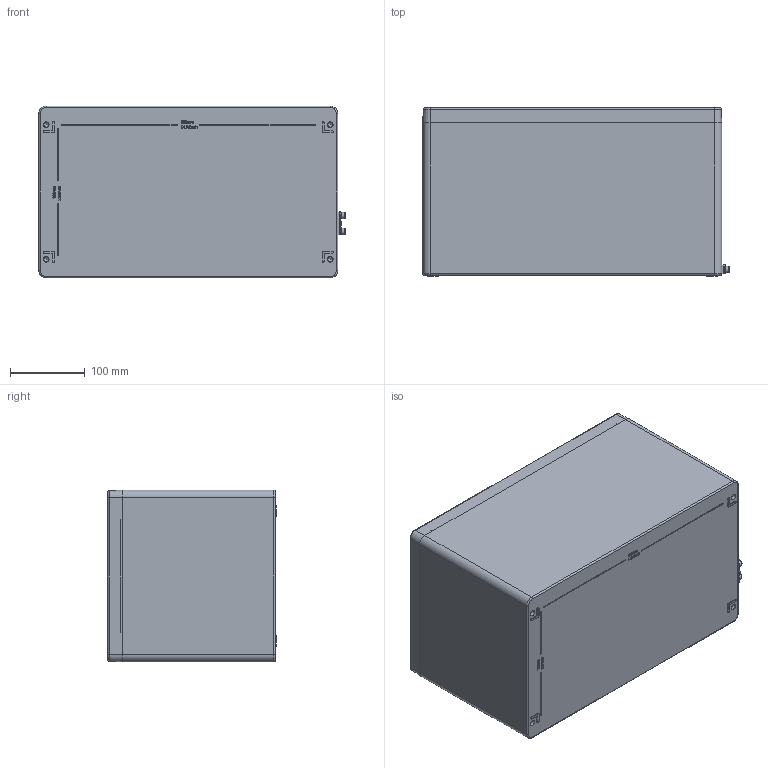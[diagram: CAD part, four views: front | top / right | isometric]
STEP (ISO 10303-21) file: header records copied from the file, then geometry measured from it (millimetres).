
FILE_DESCRIPTION(/* description */ (''),/* implementation_level */ '2;1');
FILE_NAME(/* name */ '15402323000-RST.stp',/* time_stamp */ '2021-09-08T11:22:47+02:00',/* author */ ('sl'),/* organization */ (''),/* preprocessor_version */ 'ST-DEVELOPER v16.5',/* originating_system */ 'Autodesk Inventor 2017',/* authorisation */ '');
FILE_SCHEMA (('AUTOMOTIVE_DESIGN { 1 0 10303 214 3 1 1 }'));
Products named in the file (13): Alu-Ex-Gehäuse-31-BG-0001-15_402323_000; Deckel-Alu-Ex-Gehäuse-31-BG-0001-15_402323_000; Deckel-Alu-Ex-Gehäuse-31-BT-0001-15_402323_000; Dichtlippe-Alu-Ex-Gehäuse-31-BT-0003-15_402323_000; Alu-Ex-Gehäuse-31-BG-0003-15_402323_000; Alu-Ex-Gehäuse-31-BT-0002-15_402323_000; Dop-Erdungsschraube1; Dop-Erdungsschraube-Teil1; Dop-Erdungsschraube-Teil6; Dop-Erdungsschraube-Teil5; Dop-Erdungsschraube-Teil7; Erdung92081; SchraubeM6x25-10
Assembly tree (20 placements, depth 4):
  Alu-Ex-Gehäuse-31-BG-0001-15_402323_000
    Deckel-Alu-Ex-Gehäuse-31-BG-0001-15_402323_000
      Deckel-Alu-Ex-Gehäuse-31-BT-0001-15_402323_000
      Dichtlippe-Alu-Ex-Gehäuse-31-BT-0003-15_402323_000
    Alu-Ex-Gehäuse-31-BG-0003-15_402323_000
      Alu-Ex-Gehäuse-31-BT-0002-15_402323_000
      Dop-Erdungsschraube1
        Dop-Erdungsschraube-Teil1
        Dop-Erdungsschraube-Teil5  x2
        Dop-Erdungsschraube-Teil6
        Dop-Erdungsschraube-Teil7  x2
      Erdung92081  x4
    SchraubeM6x25-10  x4
Bounding box: 410 x 225 x 230 mm (x, y, z)
Volume: 2927184.8 mm3; surface area: 965064.2 mm2
Topology: 17 solids, 17 shells, 1265 faces, 3149 edges, 2038 vertices
Faces by surface type: plane 594, bspline 298, cylinder 167, cone 129, torus 73, sphere 4
Full cylindrical faces by diameter (mm): 1.8 x1, 1.9 x1, 4.7 x4, 5 x26, 5.3 x4, 5.95 x1, 6 x4, 6.15 x1, 6.5 x4, 6.53 x1, 8 x4, 8.5 x2, 10 x2
Entity records: 56226 total; most frequent: CARTESIAN_POINT 32241, ORIENTED_EDGE 5120, DIRECTION 4133, EDGE_CURVE 2560, VERTEX_POINT 1738, AXIS2_PLACEMENT_3D 1394, EDGE_LOOP 1346, LINE 1345
